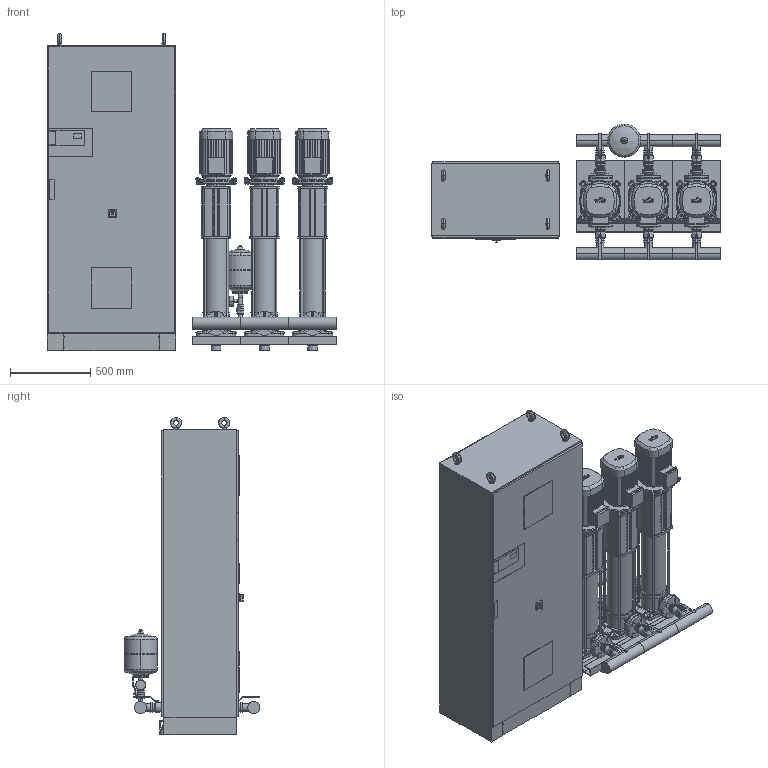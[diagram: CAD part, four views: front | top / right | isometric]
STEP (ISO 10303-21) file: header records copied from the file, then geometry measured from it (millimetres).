
FILE_DESCRIPTION((''),'2;1');
FILE_NAME('3d_SiBoostSmartFC3HELIXV1015-2536139.stp','2016-01-25T11:18:44',(''),(''),'Mechanical Desktop 2009','Mechanical Desktop 2009',', , ');
FILE_SCHEMA(('CONFIG_CONTROL_DESIGN'));
Length unit declared in the file: millimetre
Products named in the file (1): Product
Bounding box: 1800 x 845.05 x 1975 mm (x, y, z)
Volume: 833644321.6 mm3; surface area: 15375834.1 mm2
Topology: 164 solids, 164 shells, 5914 faces, 15501 edges, 10124 vertices
Faces by surface type: plane 2737, bspline 1821, cylinder 970, cone 222, torus 146, sphere 18
Entity records: 191543 total; most frequent: CARTESIAN_POINT 45952, ORIENTED_EDGE 30966, DIRECTION 28014, EDGE_CURVE 15483, VECTOR 10584, LINE 10584, VERTEX_POINT 10109, AXIS2_PLACEMENT_3D 8715
